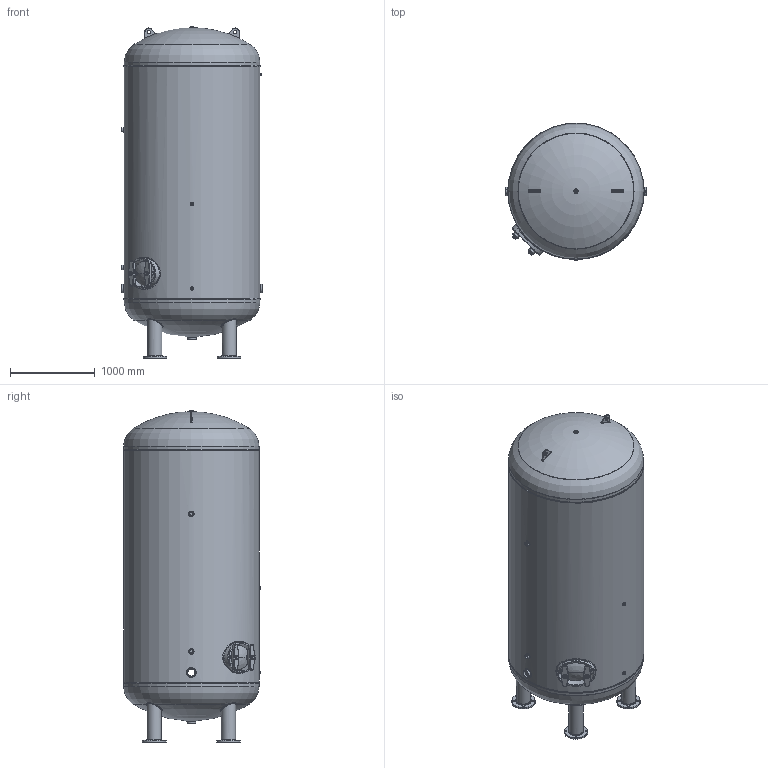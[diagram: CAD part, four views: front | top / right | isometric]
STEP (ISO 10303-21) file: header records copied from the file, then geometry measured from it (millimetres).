
FILE_DESCRIPTION(('HOOPS Exchange Step'),'2;1');
FILE_NAME('BE04_7000L.stp','2025-07-14T08:58:10+02:00',('nieru'),('Unknown organisation'),'HOOPS Exchange 2024.2','HOOPS Exchange','Unknown authorisation');
FILE_SCHEMA( ('AP203_CONFIGURATION_CONTROLLED_3D_DESIGN_OF_MECHANICAL_PARTS_AND_ASSEMBLIES_MIM_LF') );
Length unit declared in the file: millimetre
Products named in the file (2): 0; root
Assembly tree (1 placements, depth 2):
  root
    0
Bounding box: 1670 x 1623.86 x 3919.23 mm (x, y, z)
Volume: 180129253.1 mm3; surface area: 42085219.1 mm2
Topology: 6 solids, 6 shells, 476 faces, 1256 edges, 813 vertices
Faces by surface type: bspline 219, cylinder 90, cone 64, plane 59, torus 44
Full cylindrical faces by diameter (mm): 18.631 x3, 23 x16, 26.631 x3, 28 x4, 30.291 x1, 38.952 x2, 40 x2, 40.291 x1, 50.952 x2, 84.9 x3, 100.9 x3, 140 x4, 157.1 x4, 168.3 x4, 280 x4, 1584 x1, 1600 x1, 1607.729 x2
Entity records: 182313 total; most frequent: CARTESIAN_POINT 172206, ORIENTED_EDGE 2508, DIRECTION 1398, EDGE_CURVE 1254, VERTEX_POINT 813, B_SPLINE_CURVE_WITH_KNOTS 733, AXIS2_PLACEMENT_3D 619, EDGE_LOOP 557
